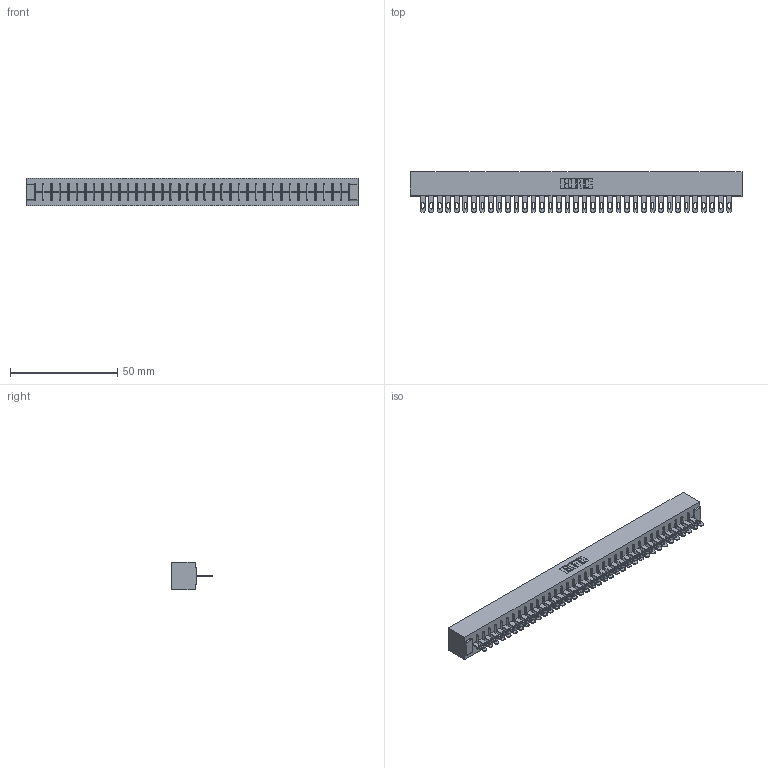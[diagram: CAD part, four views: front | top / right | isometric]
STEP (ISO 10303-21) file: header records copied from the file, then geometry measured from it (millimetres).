
FILE_DESCRIPTION (( 'STEP AP203' ), '1' );
FILE_NAME ('316-037-500-101.STEP', '2018-07-31T04:35:37', ( '' ), ( '' ), 'SwSTEP 2.0', 'SolidWorks 2016', '' );
FILE_SCHEMA (( 'CONFIG_CONTROL_DESIGN' ));
Length unit declared in the file: inch
Products named in the file (3): 306 Part_No Mounting; 306-290-001_100; 316-037-500-101
Assembly tree (38 placements, depth 2):
  316-037-500-101
    306 Part_No Mounting
    306-290-001_100  x37
Bounding box: 154.48 x 18.87 x 12.7 mm (x, y, z)
Volume: 17744 mm3; surface area: 18939.3 mm2
Topology: 38 solids, 38 shells, 2920 faces, 8247 edges, 5298 vertices
Faces by surface type: plane 1914, cylinder 858, sphere 148
Entity records: 35038 total; most frequent: CARTESIAN_POINT 5882, ORIENTED_EDGE 5830, DIRECTION 5801, EDGE_CURVE 2915, LINE 2279, VECTOR 2279, VERTEX_POINT 1842, AXIS2_PLACEMENT_3D 1761
